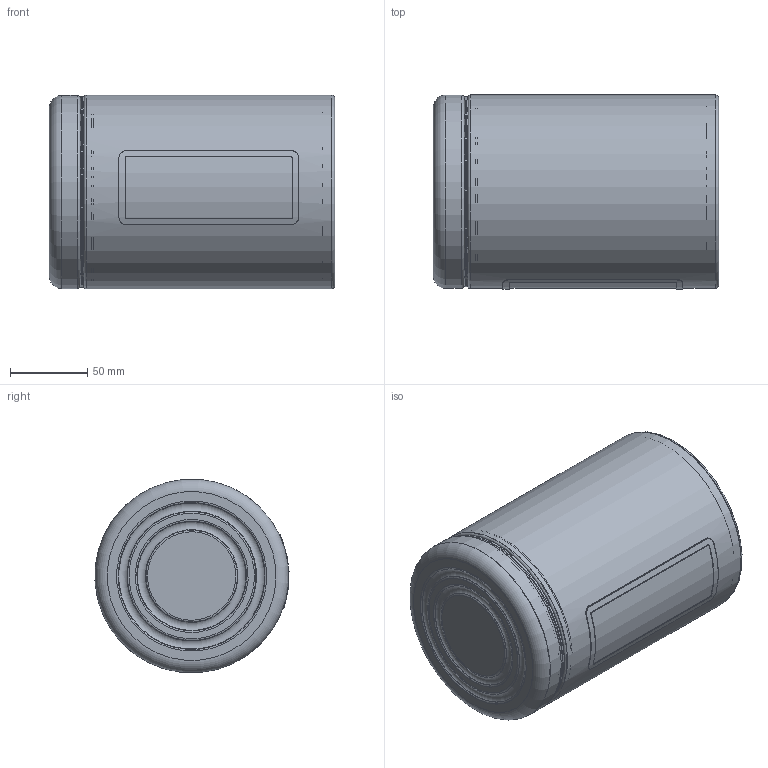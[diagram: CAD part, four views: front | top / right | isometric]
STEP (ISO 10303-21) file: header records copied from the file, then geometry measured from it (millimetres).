
FILE_DESCRIPTION(/* description */ (''),/* implementation_level */ '2;1');
FILE_NAME(/* name */ 'Vorratsdose neu.stp',/* time_stamp */ '2024-06-13T09:12:08+02:00',/* author */ ('b.boecker'),/* organization */ ('Wesco'),/* preprocessor_version */ 'ST-DEVELOPER v20',/* originating_system */ 'Autodesk Inventor 2025',/* authorisation */ '');
FILE_SCHEMA (('AUTOMOTIVE_DESIGN { 1 0 10303 214 3 1 1 }'));
Length unit declared in the file: millimetre
Products named in the file (6): Vorratsdose neu; Boden; Rumpf; Leitring; Deckel Radius größer; Fenster
Assembly tree (5 placements, depth 2):
  Vorratsdose neu
    Boden
    Rumpf
    Leitring
    Deckel Radius größer
    Fenster
Bounding box: 184.2 x 125.26 x 124.86 mm (x, y, z)
Volume: 69921.7 mm3; surface area: 234093 mm2
Topology: 14 solids, 14 shells, 353 faces, 882 edges, 570 vertices
Faces by surface type: bspline 150, plane 138, torus 31, cylinder 22, cone 12
Full cylindrical faces by diameter (mm): 111.2 x1, 115 x1, 123 x2, 124 x4, 125 x2
Entity records: 15026 total; most frequent: CARTESIAN_POINT 7096, ORIENTED_EDGE 1764, DIRECTION 1223, EDGE_CURVE 882, VERTEX_POINT 570, AXIS2_PLACEMENT_3D 408, LINE 407, VECTOR 407
